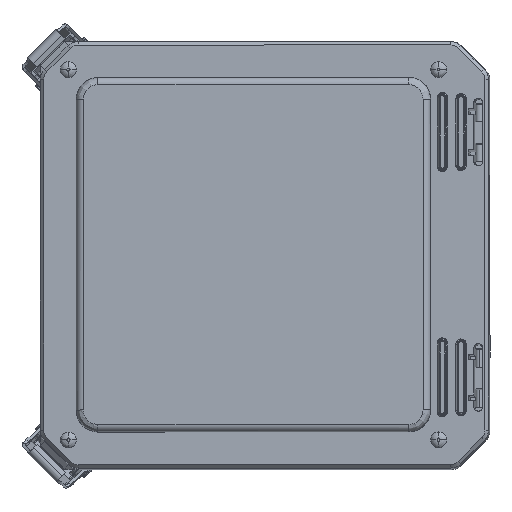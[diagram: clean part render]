
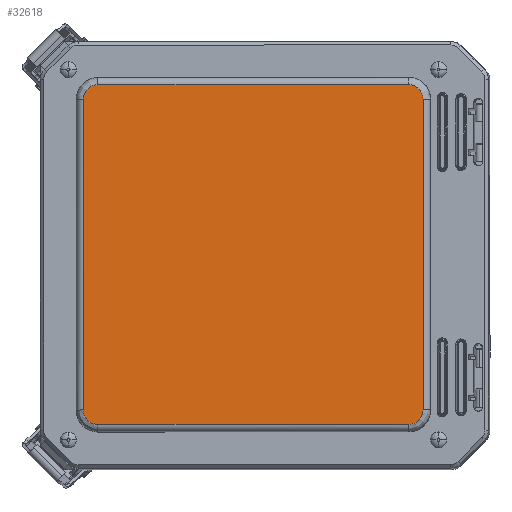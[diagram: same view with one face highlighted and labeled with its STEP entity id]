
A CAD part, top view. The second image highlights one B-rep face of the part: STEP entity #32618.
In plain terms, the highlighted face is planar.
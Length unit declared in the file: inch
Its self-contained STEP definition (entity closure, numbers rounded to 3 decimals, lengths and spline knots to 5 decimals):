
#1333 = DIRECTION ( 'NONE',  ( 1., 0., -0.017 ) ) ;
#1375 = CARTESIAN_POINT ( 'NONE',  ( 0., 0., 0. ) ) ;
#1869 = CARTESIAN_POINT ( 'NONE',  ( 0.24992, 0.25, 0. ) ) ;
#4206 = CARTESIAN_POINT ( 'NONE',  ( -5.63378, 0.24821, 0.10268 ) ) ;
#4729 = CARTESIAN_POINT ( 'NONE',  ( -5.55695, 0.06115, 0.09808 ) ) ;
#6298 = CARTESIAN_POINT ( 'NONE',  ( -5.40255, -0.00165, 0.09429 ) ) ;
#8858 = LINE ( 'NONE', #1375, #36263 ) ;
#9109 = VERTEX_POINT ( 'NONE', #88013 ) ;
#12626 = CARTESIAN_POINT ( 'NONE',  ( 0.0748, 5.87746, 0.10127 ) ) ;
#12710 = CARTESIAN_POINT ( 'NONE',  ( 0.18708, 0.07688, -0.00192 ) ) ;
#12763 = CARTESIAN_POINT ( 'NONE',  ( -5.38385, -0.00164, 0.09396 ) ) ;
#12992 = EDGE_CURVE ( 'NONE', #45746, #68654, #69406, .T. ) ;
#13797 = B_SPLINE_CURVE_WITH_KNOTS ( 'NONE', 3,
 ( #93983, #87559, #12626, #78987, #22268, #44224, #70443 ),
 .UNSPECIFIED., .F., .F.,
 ( 4, 1, 1, 1, 4 ),
 ( 0., 0.14286, 0.42857, 0.71429, 1. ),
 .UNSPECIFIED. ) ;
#14351 = CARTESIAN_POINT ( 'NONE',  ( -5.61673, 0.13605, 0.10043 ) ) ;
#15871 = DIRECTION ( 'NONE',  ( -1., 0., 0.017 ) ) ;
#15890 = PLANE ( 'NONE',  #83042 ) ;
#17738 = ORIENTED_EDGE ( 'NONE', *, *, #12992, .F. ) ;
#17919 = VERTEX_POINT ( 'NONE', #82207 ) ;
#18816 = EDGE_CURVE ( 'NONE', #26359, #60169, #56376, .T. ) ;
#19159 = CARTESIAN_POINT ( 'NONE',  ( -5.38385, 5.88206, 0.19665 ) ) ;
#20165 = CARTESIAN_POINT ( 'NONE',  ( -5.63378, 0.24821, 0.10268 ) ) ;
#22268 = CARTESIAN_POINT ( 'NONE',  ( 0.23287, 5.746, 0.09622 ) ) ;
#22575 = B_SPLINE_CURVE_WITH_KNOTS ( 'NONE', 3,
 ( #97236, #58057, #72123, #25367, #83186, #90692, #67132, #100263 ),
 .UNSPECIFIED., .F., .F.,
 ( 4, 1, 1, 1, 1, 4 ),
 ( 0., 0.14286, 0.28571, 0.42857, 0.71429, 1. ),
 .UNSPECIFIED. ) ;
#22881 = CARTESIAN_POINT ( 'NONE',  ( 0., 0., 0. ) ) ;
#24597 = VECTOR ( 'NONE', #46630, 39.37008 ) ;
#25367 = CARTESIAN_POINT ( 'NONE',  ( -5.61092, 5.74142, 0.19816 ) ) ;
#26359 = VERTEX_POINT ( 'NONE', #1869 ) ;
#28571 = EDGE_LOOP ( 'NONE', ( #33653, #103497, #104046, #65042, #42331, #56661, #86302, #17738 ) ) ;
#30430 = CARTESIAN_POINT ( 'NONE',  ( -5.63378, 0.21082, 0.10203 ) ) ;
#32618 = ADVANCED_FACE ( 'NONE', ( #105785 ), #15890, .F. ) ;
#33653 = ORIENTED_EDGE ( 'NONE', *, *, #91124, .F. ) ;
#36263 = VECTOR ( 'NONE', #15871, 39.37008 ) ;
#41047 = CARTESIAN_POINT ( 'NONE',  ( -2.69193, 2.94103, 0.09832 ) ) ;
#41066 = EDGE_CURVE ( 'NONE', #56059, #17919, #51652, .T. ) ;
#42331 = ORIENTED_EDGE ( 'NONE', *, *, #89122, .F. ) ;
#43352 = EDGE_CURVE ( 'NONE', #60169, #9109, #8858, .T. ) ;
#44224 = CARTESIAN_POINT ( 'NONE',  ( 0.24992, 5.67125, 0.09461 ) ) ;
#45439 = CARTESIAN_POINT ( 'NONE',  ( -5.43995, 0.00255, 0.09501 ) ) ;
#45746 = VERTEX_POINT ( 'NONE', #52399 ) ;
#45904 = CARTESIAN_POINT ( 'NONE',  ( 0.24992, 0.2313, -0.00033 ) ) ;
#46630 = DIRECTION ( 'NONE',  ( 0., -1., -0.017 ) ) ;
#46972 = CARTESIAN_POINT ( 'NONE',  ( 0.11217, 0.01709, -0.00166 ) ) ;
#47162 = CARTESIAN_POINT ( 'NONE',  ( 0.24992, 5.63385, 0.09396 ) ) ;
#48651 = CARTESIAN_POINT ( 'NONE',  ( -5.63378, 5.63206, 0.19665 ) ) ;
#48737 = EDGE_CURVE ( 'NONE', #73129, #26359, #95307, .T. ) ;
#51652 = LINE ( 'NONE', #82179, #96072 ) ;
#52399 = CARTESIAN_POINT ( 'NONE',  ( -5.63378, 0.24821, 0.10268 ) ) ;
#53439 = CARTESIAN_POINT ( 'NONE',  ( 0.24572, 0.19391, -0.00091 ) ) ;
#55743 = B_SPLINE_CURVE_WITH_KNOTS ( 'NONE', 3,
 ( #12763, #6298, #45439, #78070, #4729, #14351, #30430, #4206 ),
 .UNSPECIFIED., .F., .F.,
 ( 4, 1, 1, 1, 1, 4 ),
 ( 0., 0.14286, 0.28571, 0.42857, 0.71429, 1. ),
 .UNSPECIFIED. ) ;
#56059 = VERTEX_POINT ( 'NONE', #19159 ) ;
#56376 = B_SPLINE_CURVE_WITH_KNOTS ( 'NONE', 3,
 ( #95119, #45904, #53439, #61987, #12710, #46972, #69470, #22881 ),
 .UNSPECIFIED., .F., .F.,
 ( 4, 1, 1, 1, 1, 4 ),
 ( 0., 0.14286, 0.28571, 0.42857, 0.71429, 1. ),
 .UNSPECIFIED. ) ;
#56661 = ORIENTED_EDGE ( 'NONE', *, *, #41066, .F. ) ;
#58057 = CARTESIAN_POINT ( 'NONE',  ( -5.63378, 5.65076, 0.19697 ) ) ;
#60169 = VERTEX_POINT ( 'NONE', #83165 ) ;
#61391 = DIRECTION ( 'NONE',  ( 0., 1., 0.017 ) ) ;
#61987 = CARTESIAN_POINT ( 'NONE',  ( 0.22707, 0.14064, -0.00151 ) ) ;
#65042 = ORIENTED_EDGE ( 'NONE', *, *, #48737, .F. ) ;
#67132 = CARTESIAN_POINT ( 'NONE',  ( -5.42125, 5.88205, 0.1973 ) ) ;
#68654 = VERTEX_POINT ( 'NONE', #48651 ) ;
#69406 = LINE ( 'NONE', #20165, #98919 ) ;
#69470 = CARTESIAN_POINT ( 'NONE',  ( 0.03739, 0.00001, -0.00065 ) ) ;
#70443 = CARTESIAN_POINT ( 'NONE',  ( 0.24992, 5.63385, 0.09396 ) ) ;
#72123 = CARTESIAN_POINT ( 'NONE',  ( -5.62957, 5.68816, 0.19755 ) ) ;
#73129 = VERTEX_POINT ( 'NONE', #92334 ) ;
#78070 = CARTESIAN_POINT ( 'NONE',  ( -5.4932, 0.02118, 0.09627 ) ) ;
#78987 = CARTESIAN_POINT ( 'NONE',  ( 0.16115, 5.83592, 0.09904 ) ) ;
#82179 = CARTESIAN_POINT ( 'NONE',  ( -5.38385, 5.88206, 0.19665 ) ) ;
#82207 = CARTESIAN_POINT ( 'NONE',  ( 0., 5.8837, 0.10268 ) ) ;
#83042 = AXIS2_PLACEMENT_3D ( 'NONE', #41047, #90820, #90292 ) ;
#83165 = CARTESIAN_POINT ( 'NONE',  ( 0., 0., 0. ) ) ;
#83186 = CARTESIAN_POINT ( 'NONE',  ( -5.57093, 5.80518, 0.19857 ) ) ;
#86302 = ORIENTED_EDGE ( 'NONE', *, *, #98687, .F. ) ;
#87559 = CARTESIAN_POINT ( 'NONE',  ( 0.0187, 5.88371, 0.10236 ) ) ;
#88013 = CARTESIAN_POINT ( 'NONE',  ( -5.38385, -0.00164, 0.09396 ) ) ;
#89122 = EDGE_CURVE ( 'NONE', #17919, #73129, #13797, .T. ) ;
#90292 = DIRECTION ( 'NONE',  ( 1., 0., -0.017 ) ) ;
#90692 = CARTESIAN_POINT ( 'NONE',  ( -5.49602, 5.86498, 0.19831 ) ) ;
#90820 = DIRECTION ( 'NONE',  ( -0.017, 0.017, -1. ) ) ;
#91124 = EDGE_CURVE ( 'NONE', #9109, #45746, #55743, .T. ) ;
#92334 = CARTESIAN_POINT ( 'NONE',  ( 0.24992, 5.63385, 0.09396 ) ) ;
#93983 = CARTESIAN_POINT ( 'NONE',  ( 0., 5.8837, 0.10268 ) ) ;
#95119 = CARTESIAN_POINT ( 'NONE',  ( 0.24992, 0.25, 0. ) ) ;
#95307 = LINE ( 'NONE', #47162, #24597 ) ;
#96072 = VECTOR ( 'NONE', #1333, 39.37008 ) ;
#97236 = CARTESIAN_POINT ( 'NONE',  ( -5.63378, 5.63206, 0.19665 ) ) ;
#98687 = EDGE_CURVE ( 'NONE', #68654, #56059, #22575, .T. ) ;
#98919 = VECTOR ( 'NONE', #61391, 39.37008 ) ;
#100263 = CARTESIAN_POINT ( 'NONE',  ( -5.38385, 5.88206, 0.19665 ) ) ;
#103497 = ORIENTED_EDGE ( 'NONE', *, *, #43352, .F. ) ;
#104046 = ORIENTED_EDGE ( 'NONE', *, *, #18816, .F. ) ;
#105785 = FACE_OUTER_BOUND ( 'NONE', #28571, .T. ) ;
